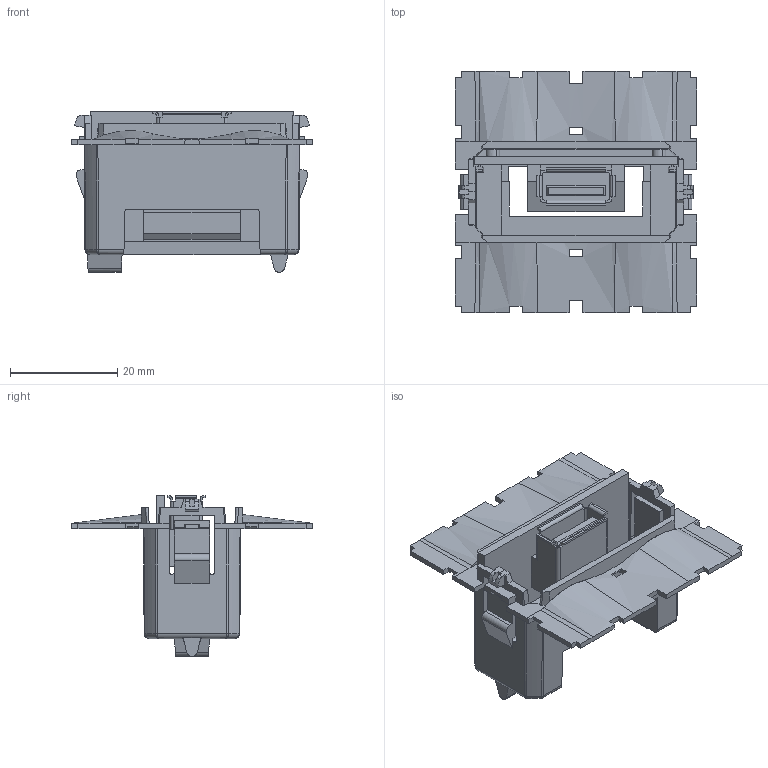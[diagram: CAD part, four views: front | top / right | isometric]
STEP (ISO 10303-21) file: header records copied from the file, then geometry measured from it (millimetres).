
FILE_DESCRIPTION(('CATIA V5 STEP Exchange','CAx-IF Rec.Pracs.--- Model Styling and Organization---1.5--- 2016-08-15','CAx-IF Rec.Pracs.---Supplemental Geometry---1.0---2011-11-01','CAx-IF Rec.Pracs.--- Composite Materials ---1.1---2010-07-15'),'2;1');
FILE_NAME('CM0325-S.stp','2023-07-06T14:54:19+00:00',('none'),('none'),'CATIA Version 5-6 Release 2020 SP6','CATIA V5 STEP AP214 v2','none');
FILE_SCHEMA(('AUTOMOTIVE_DESIGN { 1 0 10303 214 1 1 1 1 }'));
Length unit declared in the file: millimetre
Products named in the file (1): CM0325-S
Bounding box: 45.05 x 45.05 x 29.99 mm (x, y, z)
Volume: 7802.9 mm3; surface area: 12512 mm2
Topology: 2 solids, 6 shells, 409 faces, 1218 edges, 813 vertices
Faces by surface type: plane 272, bspline 68, cylinder 49, cone 16, torus 4
Entity records: 16575 total; most frequent: CARTESIAN_POINT 7159, ORIENTED_EDGE 2420, EDGE_CURVE 1210, DIRECTION 1197, VERTEX_POINT 813, VECTOR 627, LINE 627, B_SPLINE_CURVE_WITH_KNOTS 515
